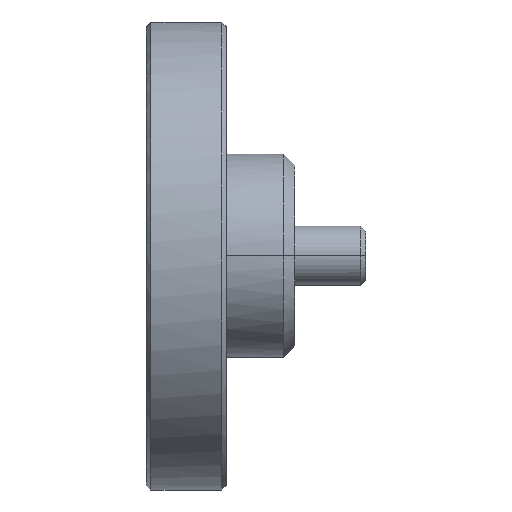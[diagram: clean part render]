
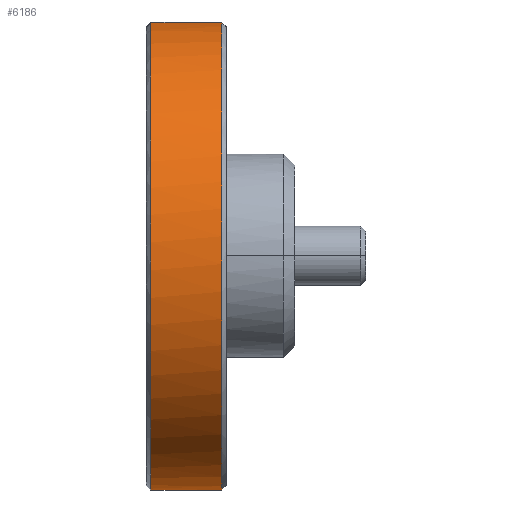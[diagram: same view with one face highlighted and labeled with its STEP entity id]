
A CAD part, left-side view. The second image highlights one B-rep face of the part: STEP entity #6186.
In plain terms, the highlighted cylindrical face has radius 10.25 mm (diameter 20.5 mm), a partial arc.
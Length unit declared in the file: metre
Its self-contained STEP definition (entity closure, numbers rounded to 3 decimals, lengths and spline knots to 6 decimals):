
#225=CYLINDRICAL_SURFACE('',#6592,0.01025);
#1390=ORIENTED_EDGE('',*,*,#2669,.F.);
#1391=ORIENTED_EDGE('',*,*,#2934,.T.);
#1392=ORIENTED_EDGE('',*,*,#2938,.T.);
#1393=ORIENTED_EDGE('',*,*,#2671,.T.);
#2669=EDGE_CURVE('',#3569,#3570,#4322,.F.);
#2671=EDGE_CURVE('',#3571,#3570,#4324,.F.);
#2934=EDGE_CURVE('',#3569,#3715,#4587,.F.);
#2938=EDGE_CURVE('',#3715,#3571,#4591,.T.);
#3569=VERTEX_POINT('',#9463);
#3570=VERTEX_POINT('',#9475);
#3571=VERTEX_POINT('',#9485);
#3715=VERTEX_POINT('',#10880);
#4322=B_SPLINE_CURVE_WITH_KNOTS('',3,(#9464,#9465,#9466,#9467,#9468,#9469,
#9470,#9471,#9472,#9473,#9474),.UNSPECIFIED.,.F.,.F.,(4,1,1,1,1,1,1,1,4),
(0.,0.125,0.25,0.375,0.5,0.625,0.75,0.875,1.),.UNSPECIFIED.);
#4324=B_SPLINE_CURVE_WITH_KNOTS('',3,(#9481,#9482,#9483,#9484),
 .UNSPECIFIED.,.F.,.F.,(4,4),(0.,1.),.UNSPECIFIED.);
#4587=B_SPLINE_CURVE_WITH_KNOTS('',3,(#10876,#10877,#10878,#10879),
 .UNSPECIFIED.,.F.,.F.,(4,4),(0.,1.),.UNSPECIFIED.);
#4591=B_SPLINE_CURVE_WITH_KNOTS('',3,(#10895,#10896,#10897,#10898,#10899,
#10900,#10901,#10902,#10903,#10904,#10905),.UNSPECIFIED.,.F.,.F.,(4,1,1,
1,1,1,1,1,4),(0.,0.125,0.25,0.375,0.5,0.625,0.75,0.875,1.),
 .UNSPECIFIED.);
#5244=EDGE_LOOP('',(#1390,#1391,#1392,#1393));
#5669=FACE_BOUND('',#5244,.T.);
#6186=ADVANCED_FACE('',(#5669),#225,.T.);
#6592=AXIS2_PLACEMENT_3D('',#10894,#7220,#7221);
#7220=DIRECTION('',(0.,1.,0.));
#7221=DIRECTION('',(0.999,0.,0.049));
#9463=CARTESIAN_POINT('',(-0.00125,0.0156,0.010173));
#9464=CARTESIAN_POINT('',(-0.00025,0.0156,-0.010247));
#9465=CARTESIAN_POINT('',(-0.001529,0.0156,-0.010216));
#9466=CARTESIAN_POINT('',(-0.004074,0.0156,-0.009669));
#9467=CARTESIAN_POINT('',(-0.007328,0.0156,-0.00751));
#9468=CARTESIAN_POINT('',(-0.009566,0.0156,-0.00431));
#9469=CARTESIAN_POINT('',(-0.01048,0.0156,-0.000513));
#9470=CARTESIAN_POINT('',(-0.009942,0.0156,0.003355));
#9471=CARTESIAN_POINT('',(-0.008026,0.0156,0.006758));
#9472=CARTESIAN_POINT('',(-0.004999,0.0156,0.009225));
#9473=CARTESIAN_POINT('',(-0.00252,0.0156,0.010018));
#9474=CARTESIAN_POINT('',(-0.00125,0.0156,0.010173));
#9475=CARTESIAN_POINT('',(-0.00025,0.0156,-0.010247));
#9481=CARTESIAN_POINT('',(-0.00025,0.0156,-0.010247));
#9482=CARTESIAN_POINT('',(-0.00025,0.016633,-0.010247));
#9483=CARTESIAN_POINT('',(-0.00025,0.017667,-0.010247));
#9484=CARTESIAN_POINT('',(-0.00025,0.0187,-0.010247));
#9485=CARTESIAN_POINT('',(-0.00025,0.0187,-0.010247));
#10876=CARTESIAN_POINT('',(-0.00125,0.0187,0.010173));
#10877=CARTESIAN_POINT('',(-0.00125,0.017667,0.010173));
#10878=CARTESIAN_POINT('',(-0.00125,0.016633,0.010173));
#10879=CARTESIAN_POINT('',(-0.00125,0.0156,0.010173));
#10880=CARTESIAN_POINT('',(-0.00125,0.0187,0.010173));
#10894=CARTESIAN_POINT('',(0.,0.0154,0.));
#10895=CARTESIAN_POINT('',(-0.00125,0.0187,0.010173));
#10896=CARTESIAN_POINT('',(-0.00252,0.0187,0.010018));
#10897=CARTESIAN_POINT('',(-0.004999,0.0187,0.009225));
#10898=CARTESIAN_POINT('',(-0.008026,0.0187,0.006758));
#10899=CARTESIAN_POINT('',(-0.009942,0.0187,0.003355));
#10900=CARTESIAN_POINT('',(-0.01048,0.0187,-0.000513));
#10901=CARTESIAN_POINT('',(-0.009566,0.0187,-0.00431));
#10902=CARTESIAN_POINT('',(-0.007328,0.0187,-0.00751));
#10903=CARTESIAN_POINT('',(-0.004074,0.0187,-0.009669));
#10904=CARTESIAN_POINT('',(-0.001529,0.0187,-0.010216));
#10905=CARTESIAN_POINT('',(-0.00025,0.0187,-0.010247));
